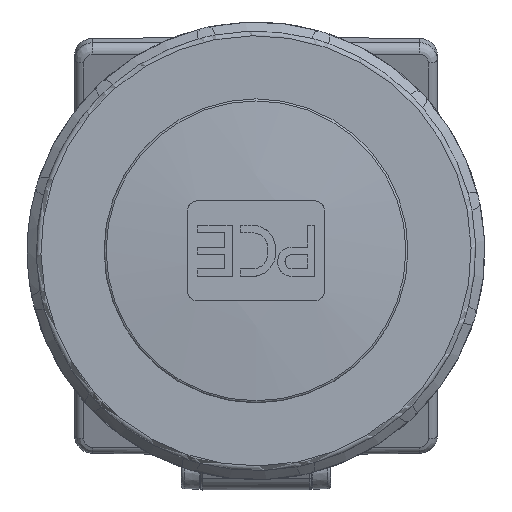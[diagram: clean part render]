
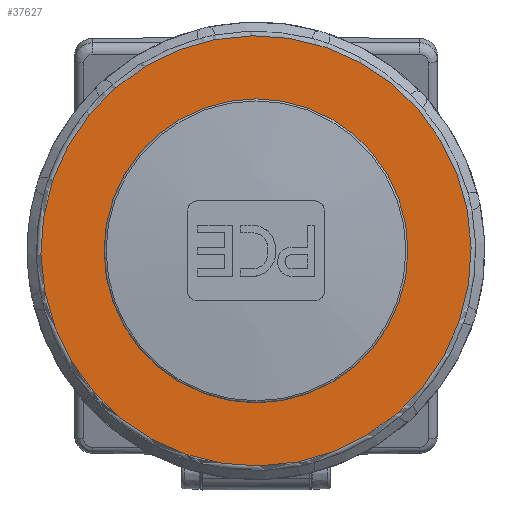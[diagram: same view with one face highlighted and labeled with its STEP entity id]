
A CAD part, front view. The second image highlights one B-rep face of the part: STEP entity #37627.
In plain terms, the highlighted planar face has unit normal (0, -1, 0).
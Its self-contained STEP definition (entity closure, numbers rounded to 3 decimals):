
#258 = AXIS2_PLACEMENT_3D ( 'NONE', #54993, #8658, #62790 ) ;
#5153 = ORIENTED_EDGE ( 'NONE', *, *, #27635, .T. ) ;
#8658 = DIRECTION ( 'NONE',  ( 0., -1., 0. ) ) ;
#9474 = CARTESIAN_POINT ( 'NONE',  ( -41.107, -10.9, 22.786 ) ) ;
#13675 = CARTESIAN_POINT ( 'NONE',  ( 0., -10.9, 0. ) ) ;
#18253 = CARTESIAN_POINT ( 'NONE',  ( 33.2, -10.9, 0. ) ) ;
#21428 = PLANE ( 'NONE',  #74275 ) ;
#27635 = EDGE_CURVE ( 'NONE', #86258, #86258, #72879, .T. ) ;
#28949 = CIRCLE ( 'NONE', #70194, 33.2 ) ;
#37627 = ADVANCED_FACE ( 'NONE', ( #59442, #61819 ), #21428, .T. ) ;
#39917 = EDGE_LOOP ( 'NONE', ( #5153 ) ) ;
#41987 = DIRECTION ( 'NONE',  ( 0., 1., 0. ) ) ;
#42375 = EDGE_LOOP ( 'NONE', ( #99289 ) ) ;
#44783 = DIRECTION ( 'NONE',  ( 0., -1., 0. ) ) ;
#46227 = VERTEX_POINT ( 'NONE', #18253 ) ;
#54993 = CARTESIAN_POINT ( 'NONE',  ( 0., -10.9, 0. ) ) ;
#59442 = FACE_BOUND ( 'NONE', #42375, .T. ) ;
#61819 = FACE_OUTER_BOUND ( 'NONE', #39917, .T. ) ;
#62790 = DIRECTION ( 'NONE',  ( -0.875, 0., 0.485 ) ) ;
#70194 = AXIS2_PLACEMENT_3D ( 'NONE', #88381, #41987, #96114 ) ;
#72879 = CIRCLE ( 'NONE', #258, 47. ) ;
#74275 = AXIS2_PLACEMENT_3D ( 'NONE', #13675, #44783, #98907 ) ;
#84793 = EDGE_CURVE ( 'NONE', #46227, #46227, #28949, .T. ) ;
#86258 = VERTEX_POINT ( 'NONE', #9474 ) ;
#88381 = CARTESIAN_POINT ( 'NONE',  ( 0., -10.9, 0. ) ) ;
#96114 = DIRECTION ( 'NONE',  ( 1., 0., 0. ) ) ;
#98907 = DIRECTION ( 'NONE',  ( 1., 0., 0. ) ) ;
#99289 = ORIENTED_EDGE ( 'NONE', *, *, #84793, .T. ) ;
